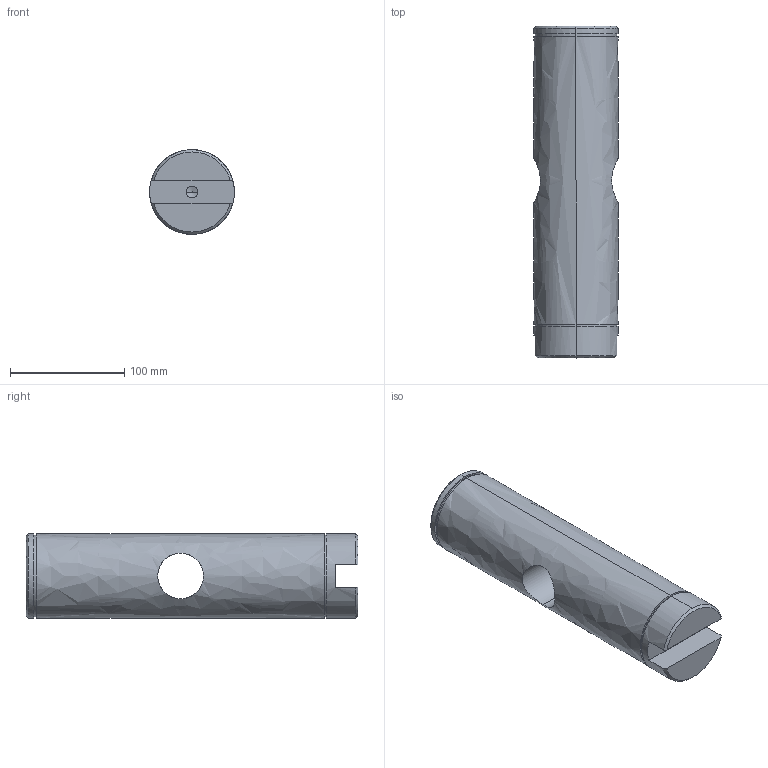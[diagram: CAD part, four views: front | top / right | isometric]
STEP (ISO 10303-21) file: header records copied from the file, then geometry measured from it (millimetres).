
FILE_DESCRIPTION (( 'STEP AP203' ), '1' );
FILE_NAME ('609-02 vastago vàlvula paso MP.STEP', '2021-07-15T19:59:21', ( '' ), ( '' ), 'SwSTEP 2.0', 'SolidWorks 2018', '' );
FILE_SCHEMA (( 'CONFIG_CONTROL_DESIGN' ));
Length unit declared in the file: millimetre
Products named in the file (1): 609-02 vastago vàlvula paso MP
Bounding box: 74 x 290 x 74 mm (x, y, z)
Volume: 1125744.6 mm3; surface area: 85936.1 mm2
Topology: 1 solids, 1 shells, 31 faces, 98 edges, 74 vertices
Faces by surface type: bspline 31
Entity records: 1907 total; most frequent: CARTESIAN_POINT 1299, ORIENTED_EDGE 196, EDGE_CURVE 98, VERTEX_POINT 74, B_SPLINE_CURVE_WITH_KNOTS 38, EDGE_LOOP 38, ADVANCED_FACE 31, FACE_OUTER_BOUND 31
